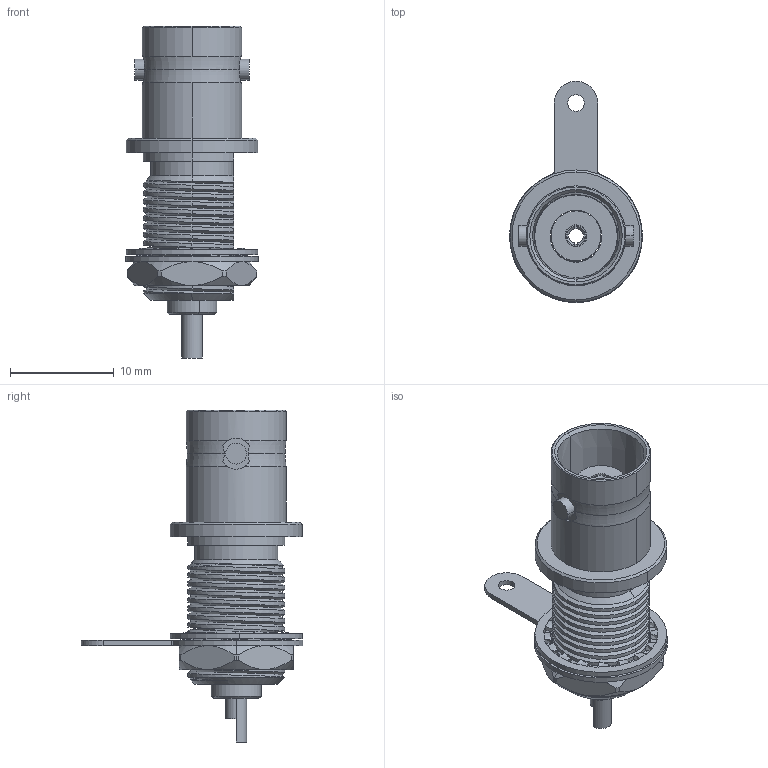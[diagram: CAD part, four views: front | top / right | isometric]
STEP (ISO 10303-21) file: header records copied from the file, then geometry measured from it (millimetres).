
FILE_DESCRIPTION (( 'STEP AP203' ), '1' );
FILE_NAME ('10-352-A3-33.STEP', '2024-03-06T18:36:23', ( '' ), ( '' ), 'SwSTEP 2.0', 'SolidWorks 2023', '' );
FILE_SCHEMA (( 'CONFIG_CONTROL_DESIGN' ));
Length unit declared in the file: millimetre
Products named in the file (1): 10-352-A3-33
Bounding box: 12.8 x 21.3 x 31.95 mm (x, y, z)
Surface area: 1981.6 mm2 (no closed solid volume)
Topology: 0 solids, 11 shells, 271 faces, 859 edges, 567 vertices
Faces by surface type: cylinder 100, bspline 73, plane 53, cone 39, torus 6
Entity records: 23077 total; most frequent: CARTESIAN_POINT 16318, ORIENTED_EDGE 1436, DIRECTION 1165, EDGE_CURVE 859, VERTEX_POINT 567, AXIS2_PLACEMENT_3D 389, VECTOR 387, LINE 387
